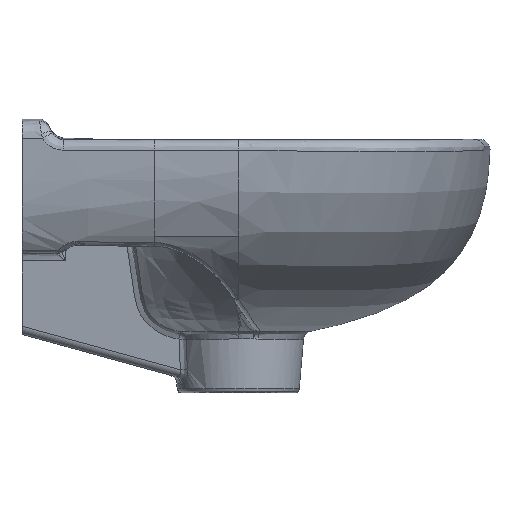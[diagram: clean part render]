
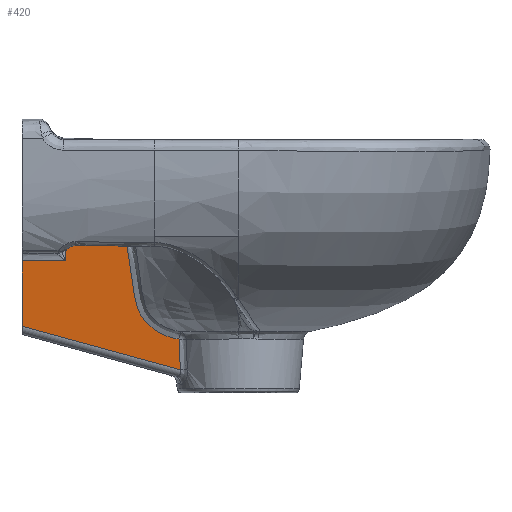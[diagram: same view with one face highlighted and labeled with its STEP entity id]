
A CAD part, left-side view. The second image highlights one B-rep face of the part: STEP entity #420.
In plain terms, the highlighted planar face has unit normal (-0.995, 0, -0.104).
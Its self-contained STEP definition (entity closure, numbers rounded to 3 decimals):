
#58=PLANE('',#2209);
#180=LINE('',#12120,#205);
#181=LINE('',#16950,#206);
#182=LINE('',#18293,#207);
#183=LINE('',#18295,#208);
#205=VECTOR('',#2289,1.);
#206=VECTOR('',#2304,1.);
#207=VECTOR('',#2307,1.);
#208=VECTOR('',#2308,1.);
#295=(
BOUNDED_CURVE()
B_SPLINE_CURVE(3,(#18207,#18208,#18209,#18210,#18211,#18212,#18213,#18214,
#18215,#18216,#18217,#18218,#18219,#18220,#18221,#18222,#18223,#18224,#18225,
#18226),.UNSPECIFIED.,.F.,.F.)
B_SPLINE_CURVE_WITH_KNOTS((4,2,2,2,2,2,2,2,2,4),(0.,0.182,0.386,
0.438,0.489,0.54,0.591,
0.693,0.795,1.),.UNSPECIFIED.)
CURVE()
GEOMETRIC_REPRESENTATION_ITEM()
RATIONAL_B_SPLINE_CURVE((1.,1.,1.,
1.,1.,1.,1.,1.,
1.,1.,1.,1.,
1.,1.,1.,1.,
1.,1.,1.,1.))
REPRESENTATION_ITEM('')
);
#420=ADVANCED_FACE('',(#594),#58,.T.);
#594=FACE_OUTER_BOUND('',#728,.T.);
#728=EDGE_LOOP('',(#1360,#1361,#1362,#1363,#1364,#1365,#1366));
#1360=ORIENTED_EDGE('',*,*,#1935,.T.);
#1361=ORIENTED_EDGE('',*,*,#1950,.T.);
#1362=ORIENTED_EDGE('',*,*,#1951,.T.);
#1363=ORIENTED_EDGE('',*,*,#1926,.T.);
#1364=ORIENTED_EDGE('',*,*,#1849,.T.);
#1365=ORIENTED_EDGE('',*,*,#1852,.T.);
#1366=ORIENTED_EDGE('',*,*,#1949,.F.);
#1550=VERTEX_POINT('',#11728);
#1562=VERTEX_POINT('',#12121);
#1563=VERTEX_POINT('',#12133);
#1607=VERTEX_POINT('',#16951);
#1614=VERTEX_POINT('',#17034);
#1615=VERTEX_POINT('',#17039);
#1623=VERTEX_POINT('',#18294);
#1849=EDGE_CURVE('',#1562,#1550,#180,.T.);
#1852=EDGE_CURVE('',#1550,#1563,#2094,.T.);
#1926=EDGE_CURVE('',#1607,#1562,#181,.T.);
#1935=EDGE_CURVE('',#1615,#1614,#2154,.T.);
#1949=EDGE_CURVE('',#1615,#1563,#295,.T.);
#1950=EDGE_CURVE('',#1614,#1623,#182,.T.);
#1951=EDGE_CURVE('',#1623,#1607,#183,.T.);
#2094=B_SPLINE_CURVE_WITH_KNOTS('',3,(#12134,#12135,#12136,#12137),
 .UNSPECIFIED.,.F.,.F.,(4,4),(0.,1.),.UNSPECIFIED.);
#2154=B_SPLINE_CURVE_WITH_KNOTS('',3,(#17035,#17036,#17037,#17038),
 .UNSPECIFIED.,.F.,.F.,(4,4),(0.,1.),.UNSPECIFIED.);
#2209=AXIS2_PLACEMENT_3D('',#18296,#2309,#2310);
#2289=DIRECTION('',(0.028,-0.964,-0.265));
#2304=DIRECTION('',(0.105,0.,-0.995));
#2307=DIRECTION('',(0.104,0.087,-0.991));
#2308=DIRECTION('',(0.,1.,-0.003));
#2309=DIRECTION('',(-0.995,0.,-0.105));
#2310=DIRECTION('',(0.,-1.,0.));
#11728=CARTESIAN_POINT('',(-19.547,-91.248,-132.639));
#12120=CARTESIAN_POINT('',(-20.865,-45.624,-120.092));
#12121=CARTESIAN_POINT('',(-22.184,0.,-107.545));
#12133=CARTESIAN_POINT('',(-21.406,-90.692,-114.949));
#12134=CARTESIAN_POINT('',(-19.547,-91.248,-132.639));
#12135=CARTESIAN_POINT('',(-20.166,-91.063,-126.742));
#12136=CARTESIAN_POINT('',(-20.786,-90.877,-120.846));
#12137=CARTESIAN_POINT('',(-21.406,-90.692,-114.949));
#16950=CARTESIAN_POINT('',(-24.167,0.,-88.682));
#16951=CARTESIAN_POINT('',(-26.149,0.,-69.82));
#17034=CARTESIAN_POINT('',(-27.099,-25.664,-60.78));
#17035=CARTESIAN_POINT('',(-27.112,-60.503,-60.664));
#17036=CARTESIAN_POINT('',(-27.107,-48.89,-60.703));
#17037=CARTESIAN_POINT('',(-27.103,-37.277,-60.741));
#17038=CARTESIAN_POINT('',(-27.099,-25.664,-60.78));
#17039=CARTESIAN_POINT('',(-27.112,-60.502,-60.664));
#18207=CARTESIAN_POINT('',(-27.112,-60.5,-60.664));
#18208=CARTESIAN_POINT('',(-26.679,-60.963,-64.784));
#18209=CARTESIAN_POINT('',(-26.246,-61.471,-68.898));
#18210=CARTESIAN_POINT('',(-25.329,-62.669,-77.62));
#18211=CARTESIAN_POINT('',(-24.845,-63.371,-82.226));
#18212=CARTESIAN_POINT('',(-24.244,-64.443,-87.95));
#18213=CARTESIAN_POINT('',(-24.123,-64.669,-89.093));
#18214=CARTESIAN_POINT('',(-23.884,-65.143,-91.376));
#18215=CARTESIAN_POINT('',(-23.764,-65.386,-92.516));
#18216=CARTESIAN_POINT('',(-23.525,-65.921,-94.788));
#18217=CARTESIAN_POINT('',(-23.406,-66.239,-95.923));
#18218=CARTESIAN_POINT('',(-23.174,-67.056,-98.126));
#18219=CARTESIAN_POINT('',(-23.063,-67.541,-99.184));
#18220=CARTESIAN_POINT('',(-22.741,-69.198,-102.246));
#18221=CARTESIAN_POINT('',(-22.54,-70.594,-104.161));
#18222=CARTESIAN_POINT('',(-22.183,-73.82,-107.554));
#18223=CARTESIAN_POINT('',(-22.029,-75.627,-109.024));
#18224=CARTESIAN_POINT('',(-21.633,-81.604,-112.791));
#18225=CARTESIAN_POINT('',(-21.479,-86.058,-114.253));
#18226=CARTESIAN_POINT('',(-21.406,-90.692,-114.949));
#18293=CARTESIAN_POINT('',(-28.972,-27.222,-42.963));
#18294=CARTESIAN_POINT('',(-26.158,-24.88,-69.737));
#18295=CARTESIAN_POINT('',(-26.154,-12.44,-69.778));
#18296=CARTESIAN_POINT('',(-31.859,-91.796,-15.491));
